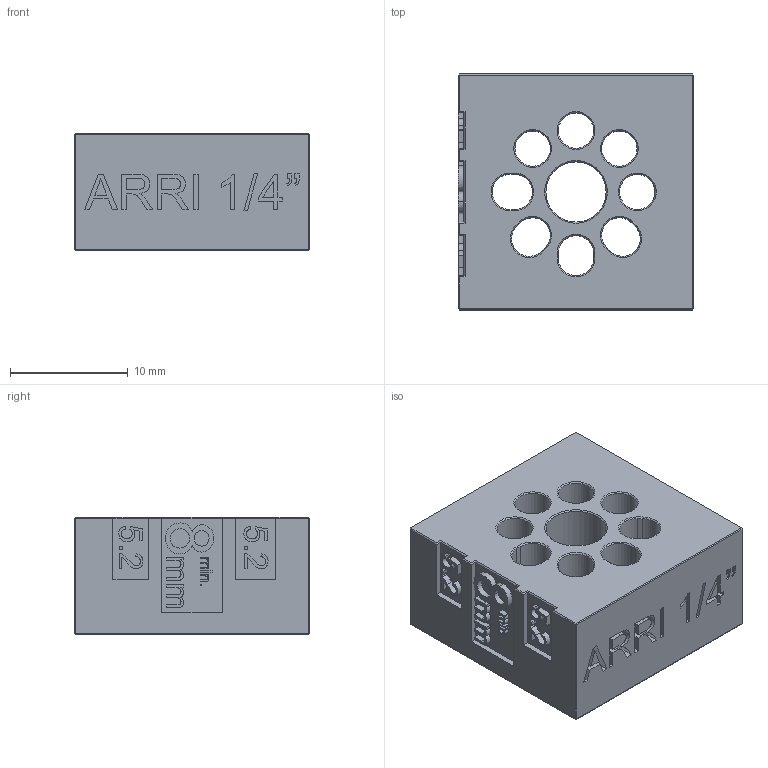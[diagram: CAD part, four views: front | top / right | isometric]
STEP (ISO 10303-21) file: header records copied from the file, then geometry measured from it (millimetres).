
FILE_DESCRIPTION(('HOOPS Exchange Step'),'2;1');
FILE_NAME('temp_export','2024-09-30T15:54:24+02:00',('mnmt'),('Shapr3D Limited'),'HOOPS Exchange 2024.2','Shapr3D','Authorized');
FILE_SCHEMA( ('AP242_MANAGED_MODEL_BASED_3D_ENGINEERING_MIM_LF {1 0 10303 442 1 1 4 }') );
Length unit declared in the file: millimetre
Products named in the file (2): UNC 1/4” 20 guide; root
Assembly tree (1 placements, depth 2):
  root
    UNC 1/4” 20 guide
Bounding box: 20 x 20 x 10 mm (x, y, z)
Volume: 3132.6 mm3; surface area: 2520.4 mm2
Topology: 1 solids, 1 shells, 364 faces, 933 edges, 600 vertices
Faces by surface type: plane 256, bspline 60, cone 32, cylinder 16
Full cylindrical faces by diameter (mm): 3 x4, 5.105 x1
Entity records: 12176 total; most frequent: CARTESIAN_POINT 3609, ORIENTED_EDGE 1866, DIRECTION 1511, EDGE_CURVE 933, VECTOR 731, LINE 731, VERTEX_POINT 600, EDGE_LOOP 411
